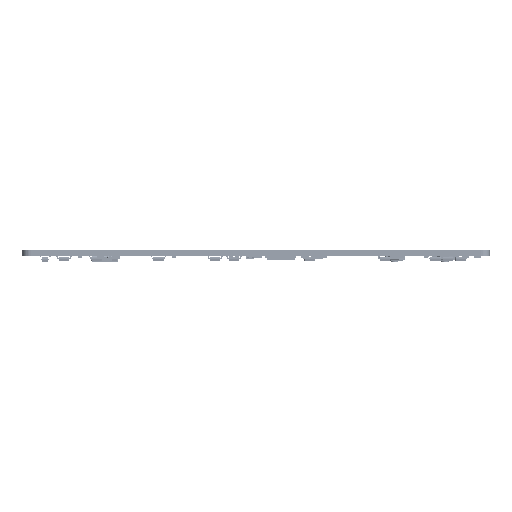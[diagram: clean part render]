
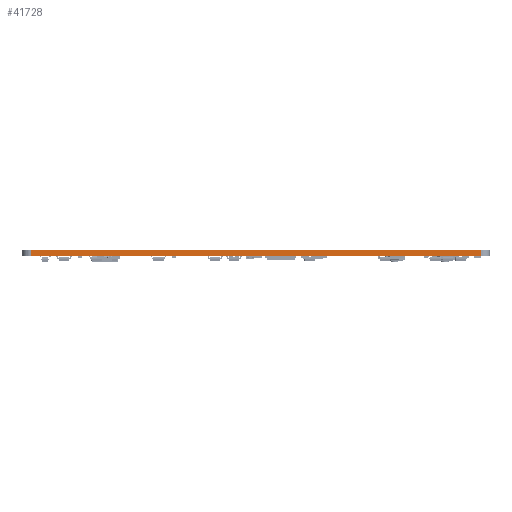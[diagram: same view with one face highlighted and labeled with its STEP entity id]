
A CAD part, left-side view. The second image highlights one B-rep face of the part: STEP entity #41728.
In plain terms, the highlighted planar face has unit normal (-1, 0, 0).
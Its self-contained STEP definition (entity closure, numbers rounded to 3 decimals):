
#6330=FACE_OUTER_BOUND('',#9667,.T.);
#9667=EDGE_LOOP('',(#35465,#35466,#35467,#35468));
#13385=LINE('',#67784,#17129);
#13386=LINE('',#69168,#17130);
#13414=LINE('',#70675,#17158);
#13416=LINE('',#70679,#17160);
#17129=VECTOR('',#53075,1.);
#17130=VECTOR('',#54460,1.);
#17158=VECTOR('',#55944,1.);
#17160=VECTOR('',#55950,1.);
#20153=VERTEX_POINT('',#67781);
#20154=VERTEX_POINT('',#67783);
#20844=VERTEX_POINT('',#69165);
#20845=VERTEX_POINT('',#69167);
#25023=EDGE_CURVE('',#20154,#20153,#13385,.T.);
#25715=EDGE_CURVE('',#20844,#20845,#13386,.T.);
#26469=EDGE_CURVE('',#20154,#20844,#13414,.T.);
#26471=EDGE_CURVE('',#20153,#20845,#13416,.T.);
#35465=ORIENTED_EDGE('',*,*,#26469,.F.);
#35466=ORIENTED_EDGE('',*,*,#25023,.T.);
#35467=ORIENTED_EDGE('',*,*,#26471,.T.);
#35468=ORIENTED_EDGE('',*,*,#25715,.F.);
#39486=PLANE('',#45756);
#41728=ADVANCED_FACE('',(#6330),#39486,.F.);
#45756=AXIS2_PLACEMENT_3D('',#70678,#55948,#55949);
#53075=DIRECTION('',(0.,-1.,0.));
#54460=DIRECTION('',(0.,-1.,0.));
#55944=DIRECTION('',(0.,0.,1.));
#55948=DIRECTION('center_axis',(1.,0.,0.));
#55949=DIRECTION('ref_axis',(0.,-1.,0.));
#55950=DIRECTION('',(0.,0.,1.));
#67781=CARTESIAN_POINT('',(38.626,-130.575,0.));
#67783=CARTESIAN_POINT('',(38.625,-17.062,0.));
#67784=CARTESIAN_POINT('',(38.625,-17.062,0.));
#69165=CARTESIAN_POINT('',(38.625,-17.062,1.6));
#69167=CARTESIAN_POINT('',(38.626,-130.575,1.6));
#69168=CARTESIAN_POINT('',(38.625,-17.062,1.6));
#70675=CARTESIAN_POINT('',(38.625,-17.062,0.));
#70678=CARTESIAN_POINT('Origin',(38.625,-17.062,0.));
#70679=CARTESIAN_POINT('',(38.626,-130.575,0.));
